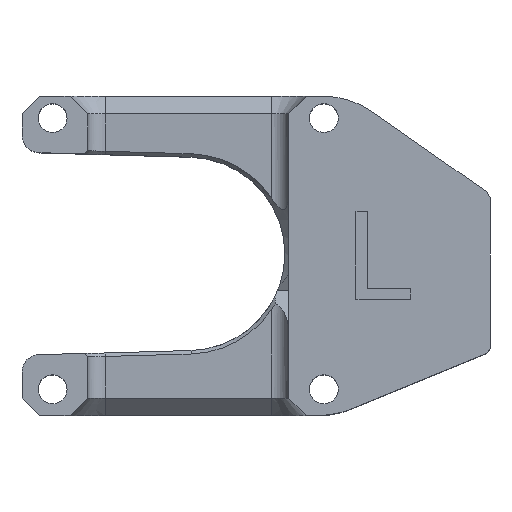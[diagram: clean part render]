
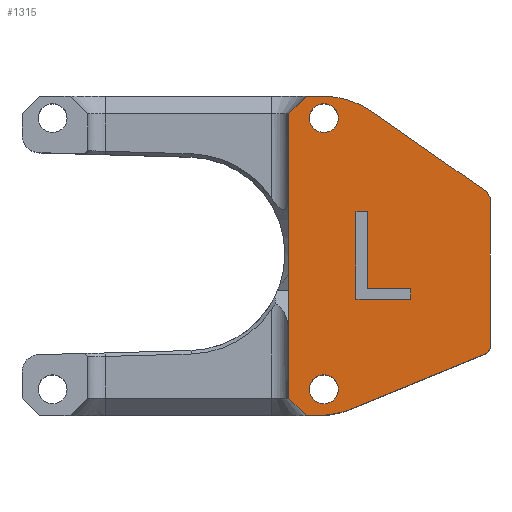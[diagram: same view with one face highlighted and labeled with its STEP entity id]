
A CAD part, top view. The second image highlights one B-rep face of the part: STEP entity #1315.
In plain terms, the highlighted planar face has unit normal (0, 0, 1).
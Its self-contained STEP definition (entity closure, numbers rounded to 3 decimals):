
#43=FACE_BOUND('',#193,.T.);
#44=FACE_BOUND('',#194,.T.);
#45=FACE_BOUND('',#195,.T.);
#64=PLANE('',#1417);
#117=FACE_OUTER_BOUND('',#192,.T.);
#192=EDGE_LOOP('',(#997,#998,#999,#1000,#1001,#1002,#1003,#1004,#1005,#1006,
#1007,#1008));
#193=EDGE_LOOP('',(#1009));
#194=EDGE_LOOP('',(#1010));
#195=EDGE_LOOP('',(#1011,#1012,#1013,#1014,#1015,#1016));
#256=LINE('',#1878,#402);
#260=LINE('',#1886,#406);
#263=LINE('',#1892,#409);
#266=LINE('',#1898,#412);
#269=LINE('',#1904,#415);
#272=LINE('',#1909,#418);
#282=LINE('',#1938,#428);
#298=LINE('',#1980,#444);
#299=LINE('',#1984,#445);
#302=LINE('',#1988,#448);
#304=LINE('',#1992,#450);
#305=LINE('',#1995,#451);
#306=LINE('',#1997,#452);
#307=LINE('',#1999,#453);
#308=LINE('',#2000,#454);
#309=LINE('',#2001,#455);
#402=VECTOR('',#1520,10.);
#406=VECTOR('',#1526,10.);
#409=VECTOR('',#1531,10.);
#412=VECTOR('',#1536,10.);
#415=VECTOR('',#1541,10.);
#418=VECTOR('',#1546,10.);
#428=VECTOR('',#1570,10.);
#444=VECTOR('',#1602,10.);
#445=VECTOR('',#1605,10.);
#448=VECTOR('',#1610,10.);
#450=VECTOR('',#1614,10.);
#451=VECTOR('',#1617,10.);
#452=VECTOR('',#1618,10.);
#453=VECTOR('',#1619,10.);
#454=VECTOR('',#1620,10.);
#455=VECTOR('',#1621,10.);
#545=CIRCLE('',#1383,1.65);
#547=CIRCLE('',#1386,1.65);
#552=CIRCLE('',#1401,10.);
#560=CIRCLE('',#1412,10.);
#577=VERTEX_POINT('',#1854);
#579=VERTEX_POINT('',#1860);
#584=VERTEX_POINT('',#1876);
#585=VERTEX_POINT('',#1877);
#588=VERTEX_POINT('',#1885);
#590=VERTEX_POINT('',#1891);
#592=VERTEX_POINT('',#1897);
#594=VERTEX_POINT('',#1903);
#596=VERTEX_POINT('',#1913);
#597=VERTEX_POINT('',#1914);
#607=VERTEX_POINT('',#1936);
#623=VERTEX_POINT('',#1972);
#624=VERTEX_POINT('',#1974);
#625=VERTEX_POINT('',#1978);
#626=VERTEX_POINT('',#1982);
#627=VERTEX_POINT('',#1983);
#628=VERTEX_POINT('',#1990);
#629=VERTEX_POINT('',#1994);
#630=VERTEX_POINT('',#1996);
#631=VERTEX_POINT('',#1998);
#704=EDGE_CURVE('',#577,#577,#545,.T.);
#707=EDGE_CURVE('',#579,#579,#547,.T.);
#714=EDGE_CURVE('',#584,#585,#256,.T.);
#718=EDGE_CURVE('',#588,#584,#260,.T.);
#721=EDGE_CURVE('',#590,#588,#263,.T.);
#724=EDGE_CURVE('',#592,#590,#266,.T.);
#727=EDGE_CURVE('',#594,#592,#269,.T.);
#730=EDGE_CURVE('',#585,#594,#272,.T.);
#732=EDGE_CURVE('',#596,#597,#552,.T.);
#744=EDGE_CURVE('',#596,#607,#282,.T.);
#762=EDGE_CURVE('',#623,#624,#560,.T.);
#765=EDGE_CURVE('',#623,#625,#298,.T.);
#766=EDGE_CURVE('',#626,#627,#299,.T.);
#769=EDGE_CURVE('',#597,#626,#302,.T.);
#771=EDGE_CURVE('',#628,#625,#304,.T.);
#772=EDGE_CURVE('',#629,#607,#305,.T.);
#773=EDGE_CURVE('',#629,#630,#306,.T.);
#774=EDGE_CURVE('',#631,#630,#307,.T.);
#775=EDGE_CURVE('',#631,#624,#308,.T.);
#776=EDGE_CURVE('',#627,#628,#309,.T.);
#997=ORIENTED_EDGE('',*,*,#732,.F.);
#998=ORIENTED_EDGE('',*,*,#744,.T.);
#999=ORIENTED_EDGE('',*,*,#772,.F.);
#1000=ORIENTED_EDGE('',*,*,#773,.T.);
#1001=ORIENTED_EDGE('',*,*,#774,.F.);
#1002=ORIENTED_EDGE('',*,*,#775,.T.);
#1003=ORIENTED_EDGE('',*,*,#762,.F.);
#1004=ORIENTED_EDGE('',*,*,#765,.T.);
#1005=ORIENTED_EDGE('',*,*,#771,.F.);
#1006=ORIENTED_EDGE('',*,*,#776,.F.);
#1007=ORIENTED_EDGE('',*,*,#766,.F.);
#1008=ORIENTED_EDGE('',*,*,#769,.F.);
#1009=ORIENTED_EDGE('',*,*,#704,.T.);
#1010=ORIENTED_EDGE('',*,*,#707,.T.);
#1011=ORIENTED_EDGE('',*,*,#714,.T.);
#1012=ORIENTED_EDGE('',*,*,#730,.T.);
#1013=ORIENTED_EDGE('',*,*,#727,.T.);
#1014=ORIENTED_EDGE('',*,*,#724,.T.);
#1015=ORIENTED_EDGE('',*,*,#721,.T.);
#1016=ORIENTED_EDGE('',*,*,#718,.T.);
#1315=ADVANCED_FACE('',(#117,#43,#44,#45),#64,.T.);
#1383=AXIS2_PLACEMENT_3D('',#1856,#1495,#1496);
#1386=AXIS2_PLACEMENT_3D('',#1862,#1502,#1503);
#1401=AXIS2_PLACEMENT_3D('',#1915,#1552,#1553);
#1412=AXIS2_PLACEMENT_3D('',#1975,#1596,#1597);
#1417=AXIS2_PLACEMENT_3D('',#1993,#1615,#1616);
#1495=DIRECTION('center_axis',(0.,0.,
-1.));
#1496=DIRECTION('ref_axis',(1.,0.,0.));
#1502=DIRECTION('center_axis',(0.,0.,
-1.));
#1503=DIRECTION('ref_axis',(1.,0.,0.));
#1520=DIRECTION('',(0.,-1.,0.));
#1526=DIRECTION('',(1.,0.,0.));
#1531=DIRECTION('',(0.,-1.,0.));
#1536=DIRECTION('',(1.,0.,0.));
#1541=DIRECTION('',(0.,1.,0.));
#1546=DIRECTION('',(-1.,0.,0.));
#1552=DIRECTION('center_axis',(0.,0.,
-1.));
#1553=DIRECTION('ref_axis',(0.301,0.954,0.));
#1570=DIRECTION('',(-1.,0.,0.));
#1596=DIRECTION('center_axis',(0.,0.,
-1.));
#1597=DIRECTION('ref_axis',(0.194,-0.981,0.));
#1602=DIRECTION('',(0.925,0.38,0.));
#1605=DIRECTION('',(0.462,-0.887,0.));
#1610=DIRECTION('',(0.819,-0.573,0.));
#1614=DIRECTION('',(-0.557,-0.831,0.));
#1615=DIRECTION('center_axis',(0.,0.,
1.));
#1616=DIRECTION('ref_axis',(1.,0.,0.));
#1617=DIRECTION('',(0.707,0.707,0.));
#1618=DIRECTION('',(0.,-1.,0.));
#1619=DIRECTION('',(-0.707,0.707,0.));
#1620=DIRECTION('',(1.,0.,0.));
#1621=DIRECTION('',(0.,-1.,0.));
#1854=CARTESIAN_POINT('',(-7.251,362.729,88.));
#1856=CARTESIAN_POINT('Origin',(-5.601,362.729,88.));
#1860=CARTESIAN_POINT('',(-7.251,331.729,88.));
#1862=CARTESIAN_POINT('Origin',(-5.601,331.729,88.));
#1876=CARTESIAN_POINT('',(4.324,343.205,88.));
#1877=CARTESIAN_POINT('',(4.324,342.025,88.));
#1878=CARTESIAN_POINT('',(4.324,345.217,88.));
#1885=CARTESIAN_POINT('',(-0.601,343.205,88.));
#1886=CARTESIAN_POINT('',(-7.101,343.205,88.));
#1891=CARTESIAN_POINT('',(-0.601,352.025,88.));
#1892=CARTESIAN_POINT('',(-0.601,349.627,88.));
#1897=CARTESIAN_POINT('',(-1.924,352.025,88.));
#1898=CARTESIAN_POINT('',(-7.763,352.025,88.));
#1903=CARTESIAN_POINT('',(-1.924,342.025,88.));
#1904=CARTESIAN_POINT('',(-1.924,344.627,88.));
#1909=CARTESIAN_POINT('',(-4.639,342.025,88.));
#1913=CARTESIAN_POINT('',(-5.754,365.229,88.));
#1914=CARTESIAN_POINT('',(-0.019,363.422,88.));
#1915=CARTESIAN_POINT('Origin',(-5.754,355.229,88.));
#1936=CARTESIAN_POINT('',(-7.601,365.229,88.));
#1938=CARTESIAN_POINT('',(-8.1,365.229,88.));
#1972=CARTESIAN_POINT('',(-2.414,329.48,88.));
#1974=CARTESIAN_POINT('',(-6.217,328.729,88.));
#1975=CARTESIAN_POINT('Origin',(-6.217,338.729,88.));
#1978=CARTESIAN_POINT('',(13.029,335.831,88.));
#1980=CARTESIAN_POINT('',(-7.422,327.421,88.));
#1982=CARTESIAN_POINT('',(13.071,354.259,88.));
#1983=CARTESIAN_POINT('',(13.399,353.629,88.));
#1984=CARTESIAN_POINT('',(11.748,356.799,88.));
#1988=CARTESIAN_POINT('',(-2.065,364.854,88.));
#1990=CARTESIAN_POINT('',(13.399,336.383,88.));
#1992=CARTESIAN_POINT('',(11.631,333.746,88.));
#1993=CARTESIAN_POINT('Origin',(-13.601,347.229,88.));
#1994=CARTESIAN_POINT('',(-9.601,363.229,88.));
#1995=CARTESIAN_POINT('',(-14.101,358.729,88.));
#1996=CARTESIAN_POINT('',(-9.601,330.729,88.));
#1997=CARTESIAN_POINT('',(-9.601,337.479,88.));
#1998=CARTESIAN_POINT('',(-7.601,328.729,88.));
#1999=CARTESIAN_POINT('',(-14.227,335.354,88.));
#2000=CARTESIAN_POINT('',(-11.601,328.729,88.));
#2001=CARTESIAN_POINT('',(13.399,337.029,88.));
